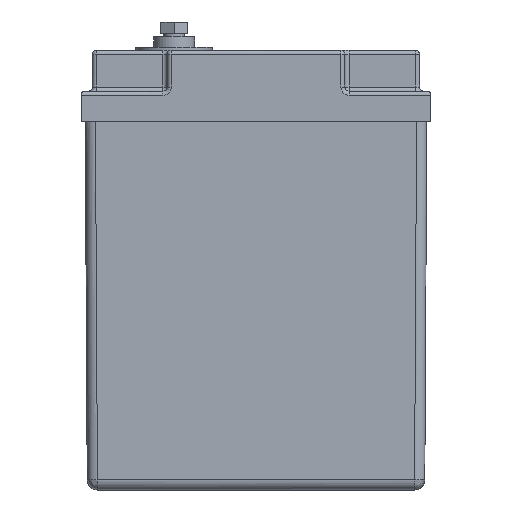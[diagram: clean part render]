
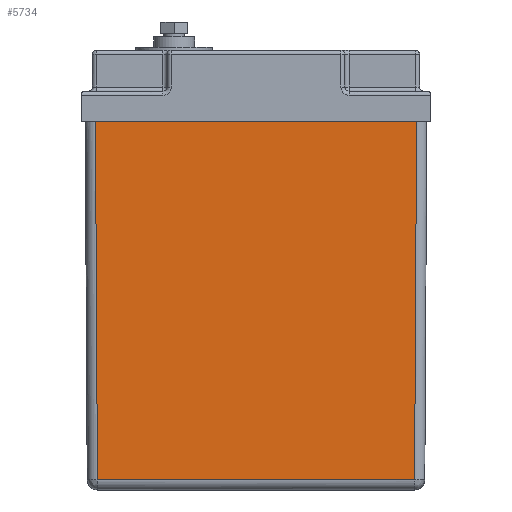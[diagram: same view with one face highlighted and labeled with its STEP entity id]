
A CAD part, left-side view. The second image highlights one B-rep face of the part: STEP entity #5734.
In plain terms, the highlighted free-form (B-spline) face has degree [1, 1] with [2, 2] control points.
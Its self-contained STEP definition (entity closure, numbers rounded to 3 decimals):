
#2736 = VERTEX_POINT('',#2737);
#2737 = CARTESIAN_POINT('',(-136.757,65.235,
    4.184));
#2765 = VERTEX_POINT('',#2766);
#2766 = CARTESIAN_POINT('',(-136.757,-65.235,
    4.184));
#2800 = EDGE_CURVE('',#2765,#2736,#2801,.T.);
#2801 = B_SPLINE_CURVE_WITH_KNOTS('',1,(#2802,#2803),.UNSPECIFIED.,.F.,
  .F.,(2,2),(-118.778,36.278),.PIECEWISE_BEZIER_KNOTS.);
#2802 = CARTESIAN_POINT('',(-136.757,-65.235,
    4.184));
#2803 = CARTESIAN_POINT('',(-136.757,65.235,
    4.184));
#3024 = VERTEX_POINT('',#3025);
#3025 = CARTESIAN_POINT('',(-137.575,-66.053,
    151.457));
#3033 = EDGE_CURVE('',#3024,#2765,#3034,.T.);
#3034 = B_SPLINE_CURVE_WITH_KNOTS('',1,(#3035,#3036),.UNSPECIFIED.,.F.,
  .F.,(2,2),(-180.433,-5.403),.PIECEWISE_BEZIER_KNOTS.);
#3035 = CARTESIAN_POINT('',(-137.575,-66.053,
    151.457));
#3036 = CARTESIAN_POINT('',(-136.757,-65.235,
    4.184));
#3057 = VERTEX_POINT('',#3058);
#3058 = CARTESIAN_POINT('',(-137.575,66.053,151.457
    ));
#3070 = EDGE_CURVE('',#2736,#3057,#3071,.T.);
#3071 = B_SPLINE_CURVE_WITH_KNOTS('',1,(#3072,#3073),.UNSPECIFIED.,.F.,
  .F.,(2,2),(5.847,180.878),.PIECEWISE_BEZIER_KNOTS.);
#3072 = CARTESIAN_POINT('',(-136.757,65.235,
    4.184));
#3073 = CARTESIAN_POINT('',(-137.575,66.053,151.457
    ));
#5678 = EDGE_CURVE('',#3057,#3024,#5679,.T.);
#5679 = B_SPLINE_CURVE_WITH_KNOTS('',1,(#5680,#5681),.UNSPECIFIED.,.F.,
  .F.,(2,2),(5.,162.),.PIECEWISE_BEZIER_KNOTS.);
#5680 = CARTESIAN_POINT('',(-137.575,66.053,151.457
    ));
#5681 = CARTESIAN_POINT('',(-137.575,-66.053,
    151.457));
#5734 = ADVANCED_FACE('',(#5735),#5741,.T.);
#5735 = FACE_BOUND('',#5736,.T.);
#5736 = EDGE_LOOP('',(#5737,#5738,#5739,#5740));
#5737 = ORIENTED_EDGE('',*,*,#3033,.F.);
#5738 = ORIENTED_EDGE('',*,*,#5678,.F.);
#5739 = ORIENTED_EDGE('',*,*,#3070,.F.);
#5740 = ORIENTED_EDGE('',*,*,#2800,.F.);
#5741 = B_SPLINE_SURFACE_WITH_KNOTS('',1,1,(
    (#5742,#5743)
    ,(#5744,#5745
    )),.UNSPECIFIED.,.F.,.F.,.F.,(2,2),(2,2),(4.972,180.),(
    -161.,-4.),.PIECEWISE_BEZIER_KNOTS.);
#5742 = CARTESIAN_POINT('',(-136.757,-66.053,4.184
    ));
#5743 = CARTESIAN_POINT('',(-136.757,66.053,4.184)
  );
#5744 = CARTESIAN_POINT('',(-137.575,-66.053,
    151.457));
#5745 = CARTESIAN_POINT('',(-137.575,66.053,151.457
    ));
